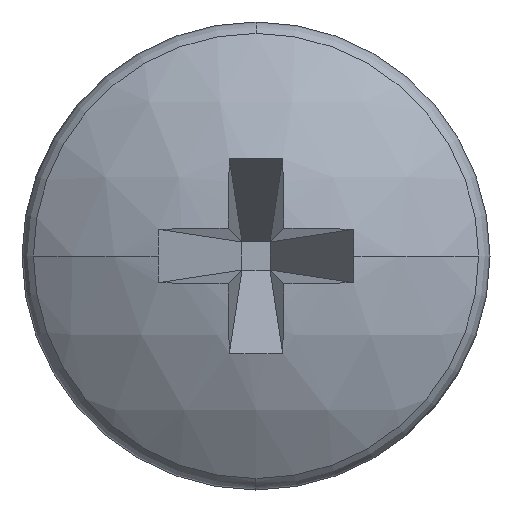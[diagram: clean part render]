
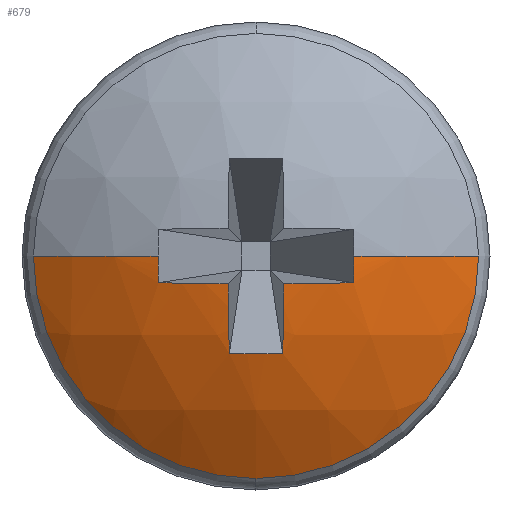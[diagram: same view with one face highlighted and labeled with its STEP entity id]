
A CAD part, left-side view. The second image highlights one B-rep face of the part: STEP entity #679.
In plain terms, the highlighted spherical face has radius 3.2 mm.
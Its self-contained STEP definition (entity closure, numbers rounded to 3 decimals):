
#25 = CARTESIAN_POINT ( 'NONE',  ( 0.627, 1.903, 0. ) ) ;
#35 = DIRECTION ( 'NONE',  ( 0., 1., 0. ) ) ;
#36 = DIRECTION ( 'NONE',  ( 1., 0., 0. ) ) ;
#39 = CIRCLE ( 'NONE', #451, 1.903 ) ;
#47 = VERTEX_POINT ( 'NONE', #298 ) ;
#53 = VERTEX_POINT ( 'NONE', #123 ) ;
#61 = CIRCLE ( 'NONE', #463, 3.036 ) ;
#62 = CARTESIAN_POINT ( 'NONE',  ( 2.64, 0.843, 0. ) ) ;
#68 = DIRECTION ( 'NONE',  ( 0., 0., -1. ) ) ;
#74 = DIRECTION ( 'NONE',  ( -1., 0., 0. ) ) ;
#75 = EDGE_CURVE ( 'NONE', #441, #162, #39, .T. ) ;
#90 = DIRECTION ( 'NONE',  ( 0.995, -0.1, 0. ) ) ;
#94 = VERTEX_POINT ( 'NONE', #372 ) ;
#97 = DIRECTION ( 'NONE',  ( 0., 0., 1. ) ) ;
#106 = CARTESIAN_POINT ( 'NONE',  ( 3.192, 0.082, 0. ) ) ;
#112 = DIRECTION ( 'NONE',  ( 0., 1., 0. ) ) ;
#118 = DIRECTION ( 'NONE',  ( 0.553, -0.833, 0. ) ) ;
#121 = AXIS2_PLACEMENT_3D ( 'NONE', #576, #525, #90 ) ;
#122 = CARTESIAN_POINT ( 'NONE',  ( 0.018, 0.238, -0.238 ) ) ;
#123 = CARTESIAN_POINT ( 'NONE',  ( 0.627, -1.903, 0. ) ) ;
#125 = DIRECTION ( 'NONE',  ( -0.1, 0., 0.995 ) ) ;
#126 = CARTESIAN_POINT ( 'NONE',  ( 0.018, -0.238, -0.238 ) ) ;
#132 = SPHERICAL_SURFACE ( 'NONE', #241, 3.2 ) ;
#133 = CIRCLE ( 'NONE', #393, 3.2 ) ;
#136 = CARTESIAN_POINT ( 'NONE',  ( 0.627, 0., 0. ) ) ;
#147 = AXIS2_PLACEMENT_3D ( 'NONE', #173, #509, #457 ) ;
#160 = CARTESIAN_POINT ( 'NONE',  ( 2.64, 0., 0.843 ) ) ;
#162 = VERTEX_POINT ( 'NONE', #187 ) ;
#163 = EDGE_CURVE ( 'NONE', #53, #324, #133, .T. ) ;
#173 = CARTESIAN_POINT ( 'NONE',  ( 3.192, 0., 0.082 ) ) ;
#187 = CARTESIAN_POINT ( 'NONE',  ( 0.627, 0., -1.903 ) ) ;
#189 = VERTEX_POINT ( 'NONE', #122 ) ;
#190 = CARTESIAN_POINT ( 'NONE',  ( 3.2, 0., 0. ) ) ;
#196 = AXIS2_PLACEMENT_3D ( 'NONE', #475, #125, #627 ) ;
#212 = CARTESIAN_POINT ( 'NONE',  ( 0.627, 0., 0. ) ) ;
#218 = AXIS2_PLACEMENT_3D ( 'NONE', #106, #487, #382 ) ;
#241 = AXIS2_PLACEMENT_3D ( 'NONE', #190, #416, #35 ) ;
#279 = EDGE_CURVE ( 'NONE', #328, #47, #548, .T. ) ;
#288 = CIRCLE ( 'NONE', #508, 1.903 ) ;
#290 = DIRECTION ( 'NONE',  ( 0.833, 0.553, 0. ) ) ;
#293 = ORIENTED_EDGE ( 'NONE', *, *, #609, .F. ) ;
#298 = CARTESIAN_POINT ( 'NONE',  ( 0.118, -0.831, -0.228 ) ) ;
#300 = CIRCLE ( 'NONE', #534, 3.2 ) ;
#304 = ORIENTED_EDGE ( 'NONE', *, *, #645, .T. ) ;
#309 = FACE_OUTER_BOUND ( 'NONE', #600, .T. ) ;
#324 = VERTEX_POINT ( 'NONE', #689 ) ;
#328 = VERTEX_POINT ( 'NONE', #126 ) ;
#329 = EDGE_CURVE ( 'NONE', #189, #620, #447, .T. ) ;
#358 = ORIENTED_EDGE ( 'NONE', *, *, #668, .F. ) ;
#363 = VERTEX_POINT ( 'NONE', #430 ) ;
#371 = DIRECTION ( 'NONE',  ( 0.553, 0.833, 0. ) ) ;
#372 = CARTESIAN_POINT ( 'NONE',  ( 0.118, 0.831, -0.228 ) ) ;
#373 = ORIENTED_EDGE ( 'NONE', *, *, #578, .F. ) ;
#380 = ORIENTED_EDGE ( 'NONE', *, *, #75, .T. ) ;
#382 = DIRECTION ( 'NONE',  ( -0.995, -0.1, 0. ) ) ;
#383 = EDGE_CURVE ( 'NONE', #94, #598, #539, .T. ) ;
#393 = AXIS2_PLACEMENT_3D ( 'NONE', #624, #68, #112 ) ;
#396 = DIRECTION ( 'NONE',  ( 0.553, 0., -0.833 ) ) ;
#409 = CIRCLE ( 'NONE', #653, 3.036 ) ;
#410 = ORIENTED_EDGE ( 'NONE', *, *, #279, .F. ) ;
#416 = DIRECTION ( 'NONE',  ( 0., 0., -1. ) ) ;
#430 = CARTESIAN_POINT ( 'NONE',  ( 0.118, -0.228, -0.831 ) ) ;
#441 = VERTEX_POINT ( 'NONE', #25 ) ;
#447 = CIRCLE ( 'NONE', #121, 3.199 ) ;
#451 = AXIS2_PLACEMENT_3D ( 'NONE', #136, #74, #626 ) ;
#457 = DIRECTION ( 'NONE',  ( 0.995, 0., 0.1 ) ) ;
#460 = ORIENTED_EDGE ( 'NONE', *, *, #601, .T. ) ;
#463 = AXIS2_PLACEMENT_3D ( 'NONE', #160, #396, #610 ) ;
#475 = CARTESIAN_POINT ( 'NONE',  ( 3.192, 0., 0.082 ) ) ;
#477 = EDGE_CURVE ( 'NONE', #162, #53, #288, .T. ) ;
#479 = CIRCLE ( 'NONE', #218, 3.199 ) ;
#487 = DIRECTION ( 'NONE',  ( -0.1, 0.995, 0. ) ) ;
#494 = CARTESIAN_POINT ( 'NONE',  ( 3.2, 0., 0. ) ) ;
#507 = ORIENTED_EDGE ( 'NONE', *, *, #163, .T. ) ;
#508 = AXIS2_PLACEMENT_3D ( 'NONE', #212, #648, #550 ) ;
#509 = DIRECTION ( 'NONE',  ( -0.1, 0., 0.995 ) ) ;
#514 = ORIENTED_EDGE ( 'NONE', *, *, #477, .T. ) ;
#525 = DIRECTION ( 'NONE',  ( -0.1, -0.995, 0. ) ) ;
#534 = AXIS2_PLACEMENT_3D ( 'NONE', #494, #97, #36 ) ;
#539 = CIRCLE ( 'NONE', #625, 3.036 ) ;
#548 = CIRCLE ( 'NONE', #147, 3.199 ) ;
#550 = DIRECTION ( 'NONE',  ( 0., 0., 1. ) ) ;
#576 = CARTESIAN_POINT ( 'NONE',  ( 3.192, -0.082, 0. ) ) ;
#578 = EDGE_CURVE ( 'NONE', #441, #598, #300, .T. ) ;
#591 = ORIENTED_EDGE ( 'NONE', *, *, #383, .T. ) ;
#596 = CARTESIAN_POINT ( 'NONE',  ( 0.118, 0.228, -0.831 ) ) ;
#598 = VERTEX_POINT ( 'NONE', #607 ) ;
#600 = EDGE_LOOP ( 'NONE', ( #380, #514, #507, #304, #410, #293, #460, #709, #358, #591, #373 ) ) ;
#601 = EDGE_CURVE ( 'NONE', #363, #620, #61, .T. ) ;
#607 = CARTESIAN_POINT ( 'NONE',  ( 0.111, 0.836, 0. ) ) ;
#609 = EDGE_CURVE ( 'NONE', #363, #328, #479, .T. ) ;
#610 = DIRECTION ( 'NONE',  ( -0.833, 0., -0.553 ) ) ;
#620 = VERTEX_POINT ( 'NONE', #596 ) ;
#624 = CARTESIAN_POINT ( 'NONE',  ( 3.2, 0., 0. ) ) ;
#625 = AXIS2_PLACEMENT_3D ( 'NONE', #638, #371, #687 ) ;
#626 = DIRECTION ( 'NONE',  ( 0., 0., 1. ) ) ;
#627 = DIRECTION ( 'NONE',  ( 0.995, 0., 0.1 ) ) ;
#638 = CARTESIAN_POINT ( 'NONE',  ( 2.64, -0.843, 0. ) ) ;
#645 = EDGE_CURVE ( 'NONE', #324, #47, #409, .T. ) ;
#648 = DIRECTION ( 'NONE',  ( -1., 0., 0. ) ) ;
#653 = AXIS2_PLACEMENT_3D ( 'NONE', #62, #118, #290 ) ;
#668 = EDGE_CURVE ( 'NONE', #94, #189, #712, .T. ) ;
#679 = ADVANCED_FACE ( 'NONE', ( #309 ), #132, .T. ) ;
#687 = DIRECTION ( 'NONE',  ( -0.833, 0.553, 0. ) ) ;
#689 = CARTESIAN_POINT ( 'NONE',  ( 0.111, -0.836, 0. ) ) ;
#709 = ORIENTED_EDGE ( 'NONE', *, *, #329, .F. ) ;
#712 = CIRCLE ( 'NONE', #196, 3.199 ) ;
